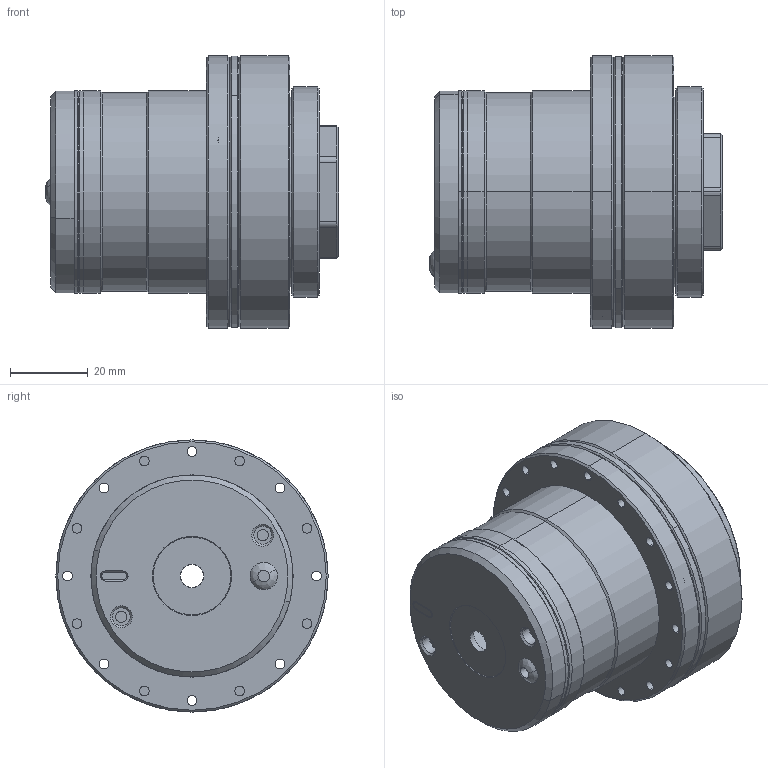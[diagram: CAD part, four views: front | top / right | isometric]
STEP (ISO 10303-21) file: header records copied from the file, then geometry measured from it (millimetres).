
FILE_DESCRIPTION (( 'STEP AP203' ), '1' );
FILE_NAME ('E30-H14-2B-100.STEP', '2022-05-13T05:59:39', ( 'lenovo' ), ( '' ), 'SwSTEP 2.0', 'SolidWorks 2016', '' );
FILE_SCHEMA (( 'CONFIG_CONTROL_DESIGN' ));
Length unit declared in the file: millimetre
Products named in the file (21): NE30QD_008; 柔轮SHD-14; φ3护线圈; 内六角圆柱头螺钉M3×8_M3×8; NE30綴裔郪璃; SHD-14-QDNE30; ﾄﾚﾁﾇﾔｲﾖｷﾂﾝｶ､M2.5｡ﾁ8_M2.5｡ﾁ8; NE30QD_007; SHD-14熬厒ん_蕼偞; SHD-14-100; SHD-14交叉轴承内圈; SHD-14蝠脫粣創黑芛; SHD14蝠脫粣創-蚐猾-58x49x5; SHD-14交叉轴承外圈; SHD-14-詩謫; ﾄﾚﾁﾇﾔｲﾖｷﾂﾝM2｡ﾁ5_M2｡ﾁ5; E30-H14_001_蕼偞; SHD-14蝠脫粣創_蕼偞; E30-H14-2B-100; E30-H14-2B_001; NE30QD_011
Assembly tree (24 placements, depth 5):
  E30-H14-2B-100
    SHD-14-100
      SHD-14熬厒ん_蕼偞
        SHD-14蝠脫粣創_蕼偞
          SHD-14交叉轴承外圈
          SHD-14交叉轴承内圈
          SHD14蝠脫粣創-蚐猾-58x49x5
          SHD-14蝠脫粣創黑芛
          ﾄﾚﾁﾇﾔｲﾖｷﾂﾝM2｡ﾁ5_M2｡ﾁ5
        SHD-14-詩謫
        柔轮SHD-14
        内六角圆柱头螺钉M3×8_M3×8  x2
        ﾄﾚﾁﾇﾔｲﾖｷﾂﾝｶ､M2.5｡ﾁ8_M2.5｡ﾁ8  x4
      E30-H14_001_蕼偞
    SHD-14-QDNE30
      E30-H14-2B_001
      NE30綴裔郪璃
        NE30QD_008
        NE30QD_011
        φ3护线圈
      NE30QD_007
Bounding box: 75.35 x 70 x 70 mm (x, y, z)
Volume: 88200.1 mm3; surface area: 71034.9 mm2
Topology: 19 solids, 19 shells, 778 faces, 1838 edges, 1147 vertices
Faces by surface type: cylinder 391, plane 183, cone 152, torus 48, bspline 4
Entity records: 23184 total; most frequent: DIRECTION 4025, CARTESIAN_POINT 3578, ORIENTED_EDGE 3292, AXIS2_PLACEMENT_3D 1676, EDGE_CURVE 1646, VERTEX_POINT 1043, CIRCLE 950, EDGE_LOOP 933
